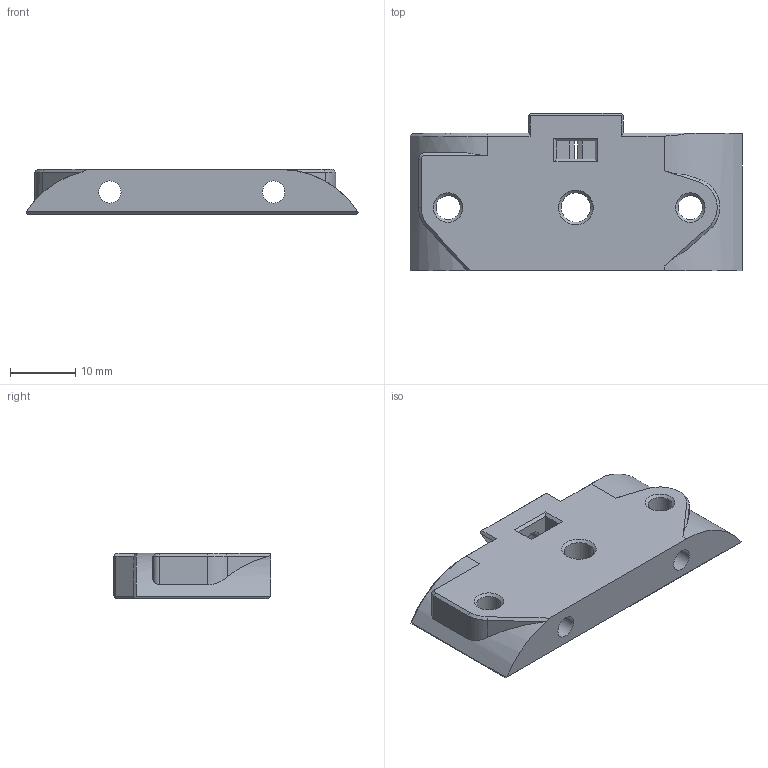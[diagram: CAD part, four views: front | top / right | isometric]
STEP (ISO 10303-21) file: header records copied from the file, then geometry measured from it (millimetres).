
FILE_DESCRIPTION(/* description */ (''),/* implementation_level */ '2;1');
FILE_NAME(/* name */ 'Orbiter2_Mount.step',/* time_stamp */ '2025-04-22T18:25:02+03:00',/* author */ (''),/* organization */ (''),/* preprocessor_version */ 'ST-DEVELOPER v20.1',/* originating_system */ 'Autodesk Translation Framework v14.4.0.0',/* authorisation */ '');
FILE_SCHEMA (('AUTOMOTIVE_DESIGN { 1 0 10303 214 3 1 1 }'));
Length unit declared in the file: millimetre
Products named in the file (1): Orbiter2_Mount (4)
Bounding box: 50.72 x 24.03 x 6.9 mm (x, y, z)
Volume: 5869.1 mm3; surface area: 3802.1 mm2
Topology: 1 solids, 1 shells, 74 faces, 197 edges, 126 vertices
Faces by surface type: plane 49, cylinder 14, cone 11
Full cylindrical faces by diameter (mm): 3.4 x4, 3.7 x2, 4.517 x1, 6 x2
Entity records: 2384 total; most frequent: CARTESIAN_POINT 437, DIRECTION 398, ORIENTED_EDGE 394, EDGE_CURVE 197, LINE 136, VECTOR 136, AXIS2_PLACEMENT_3D 131, VERTEX_POINT 126
